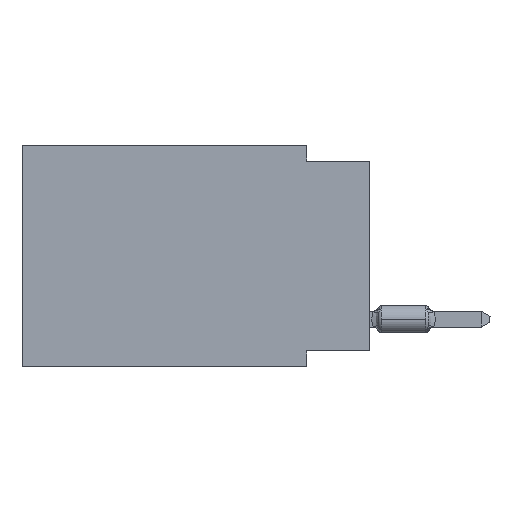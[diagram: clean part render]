
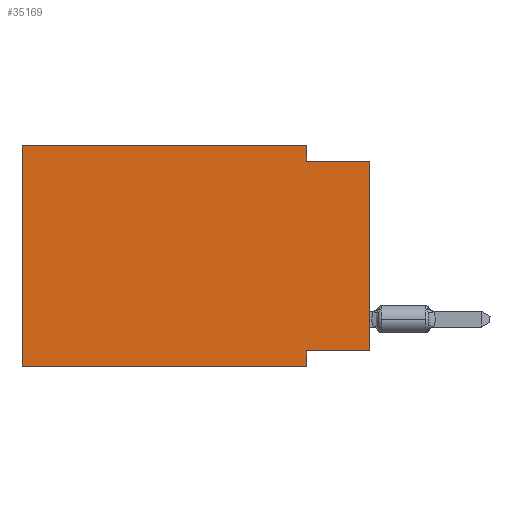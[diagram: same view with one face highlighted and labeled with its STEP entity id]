
A CAD part, left-side view. The second image highlights one B-rep face of the part: STEP entity #35169.
In plain terms, the highlighted planar face has unit normal (-1, 0, 0).
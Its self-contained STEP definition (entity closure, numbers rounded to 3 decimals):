
#775 = CARTESIAN_POINT ( 'NONE',  ( 0., 13.97, -8.89 ) ) ;
#1764 = ORIENTED_EDGE ( 'NONE', *, *, #4682, .F. ) ;
#2508 = PLANE ( 'NONE',  #21665 ) ;
#2810 = ORIENTED_EDGE ( 'NONE', *, *, #57281, .F. ) ;
#3251 = DIRECTION ( 'NONE',  ( 0., -1., 0. ) ) ;
#3380 = EDGE_CURVE ( 'NONE', #4811, #4428, #65003, .T. ) ;
#4428 = VERTEX_POINT ( 'NONE', #26811 ) ;
#4682 = EDGE_CURVE ( 'NONE', #62256, #13032, #14713, .T. ) ;
#4811 = VERTEX_POINT ( 'NONE', #42502 ) ;
#5438 = ORIENTED_EDGE ( 'NONE', *, *, #46068, .F. ) ;
#6350 = DIRECTION ( 'NONE',  ( 0., 0., 1. ) ) ;
#6587 = EDGE_LOOP ( 'NONE', ( #10163, #1764, #5438, #7838, #17966, #41100, #27132, #2810 ) ) ;
#7838 = ORIENTED_EDGE ( 'NONE', *, *, #3380, .F. ) ;
#9874 = VECTOR ( 'NONE', #3251, 1000. ) ;
#10163 = ORIENTED_EDGE ( 'NONE', *, *, #34148, .T. ) ;
#11504 = CARTESIAN_POINT ( 'NONE',  ( 0., 2.54, 0. ) ) ;
#13032 = VERTEX_POINT ( 'NONE', #45961 ) ;
#13558 = VERTEX_POINT ( 'NONE', #38464 ) ;
#13664 = CARTESIAN_POINT ( 'NONE',  ( 0., 2.54, -0.635 ) ) ;
#14614 = CARTESIAN_POINT ( 'NONE',  ( 0., 2.54, -8.89 ) ) ;
#14713 = LINE ( 'NONE', #35834, #24142 ) ;
#14727 = VERTEX_POINT ( 'NONE', #14614 ) ;
#14946 = CARTESIAN_POINT ( 'NONE',  ( 0., 13.97, -8.89 ) ) ;
#15477 = VECTOR ( 'NONE', #59945, 1000. ) ;
#17241 = DIRECTION ( 'NONE',  ( 1., 0., 0. ) ) ;
#17966 = ORIENTED_EDGE ( 'NONE', *, *, #22214, .F. ) ;
#18717 = VECTOR ( 'NONE', #52378, 1000. ) ;
#19064 = CARTESIAN_POINT ( 'NONE',  ( 0., 13.97, 0. ) ) ;
#21665 = AXIS2_PLACEMENT_3D ( 'NONE', #43702, #17241, #32682 ) ;
#22214 = EDGE_CURVE ( 'NONE', #41324, #4811, #32145, .T. ) ;
#22626 = VECTOR ( 'NONE', #6350, 1000. ) ;
#24142 = VECTOR ( 'NONE', #30471, 1000. ) ;
#26811 = CARTESIAN_POINT ( 'NONE',  ( 0., 2.54, 0. ) ) ;
#27132 = ORIENTED_EDGE ( 'NONE', *, *, #60970, .F. ) ;
#28812 = VERTEX_POINT ( 'NONE', #57450 ) ;
#29505 = CARTESIAN_POINT ( 'NONE',  ( 0., 0., -8.255 ) ) ;
#29933 = LINE ( 'NONE', #60457, #59065 ) ;
#30471 = DIRECTION ( 'NONE',  ( 0., -1., 0. ) ) ;
#32145 = LINE ( 'NONE', #52596, #22626 ) ;
#32682 = DIRECTION ( 'NONE',  ( 0., 0., -1. ) ) ;
#34148 = EDGE_CURVE ( 'NONE', #13558, #13032, #29933, .T. ) ;
#35169 = ADVANCED_FACE ( 'NONE', ( #58137 ), #2508, .F. ) ;
#35834 = CARTESIAN_POINT ( 'NONE',  ( 0., 0., -0.635 ) ) ;
#37557 = CARTESIAN_POINT ( 'NONE',  ( 0., 2.54, -8.89 ) ) ;
#38464 = CARTESIAN_POINT ( 'NONE',  ( 0., 0., -8.255 ) ) ;
#41100 = ORIENTED_EDGE ( 'NONE', *, *, #66061, .T. ) ;
#41324 = VERTEX_POINT ( 'NONE', #775 ) ;
#42502 = CARTESIAN_POINT ( 'NONE',  ( 0., 13.97, 0. ) ) ;
#43702 = CARTESIAN_POINT ( 'NONE',  ( 0., 13.97, 0. ) ) ;
#45373 = VECTOR ( 'NONE', #49953, 1000. ) ;
#45961 = CARTESIAN_POINT ( 'NONE',  ( 0., 0., -0.635 ) ) ;
#46068 = EDGE_CURVE ( 'NONE', #4428, #62256, #57423, .T. ) ;
#48946 = DIRECTION ( 'NONE',  ( 0., 0., -1. ) ) ;
#49953 = DIRECTION ( 'NONE',  ( 0., 1., 0. ) ) ;
#50258 = LINE ( 'NONE', #29505, #45373 ) ;
#52378 = DIRECTION ( 'NONE',  ( 0., 0., -1. ) ) ;
#52596 = CARTESIAN_POINT ( 'NONE',  ( 0., 13.97, 0. ) ) ;
#53983 = LINE ( 'NONE', #37557, #64803 ) ;
#57281 = EDGE_CURVE ( 'NONE', #13558, #28812, #50258, .T. ) ;
#57423 = LINE ( 'NONE', #11504, #18717 ) ;
#57450 = CARTESIAN_POINT ( 'NONE',  ( 0., 2.54, -8.255 ) ) ;
#58137 = FACE_OUTER_BOUND ( 'NONE', #6587, .T. ) ;
#59065 = VECTOR ( 'NONE', #59781, 1000. ) ;
#59781 = DIRECTION ( 'NONE',  ( 0., 0., 1. ) ) ;
#59945 = DIRECTION ( 'NONE',  ( 0., -1., 0. ) ) ;
#60457 = CARTESIAN_POINT ( 'NONE',  ( 0., 0., 0. ) ) ;
#60884 = LINE ( 'NONE', #14946, #9874 ) ;
#60970 = EDGE_CURVE ( 'NONE', #28812, #14727, #53983, .T. ) ;
#62256 = VERTEX_POINT ( 'NONE', #13664 ) ;
#64803 = VECTOR ( 'NONE', #48946, 1000. ) ;
#65003 = LINE ( 'NONE', #19064, #15477 ) ;
#66061 = EDGE_CURVE ( 'NONE', #41324, #14727, #60884, .T. ) ;
